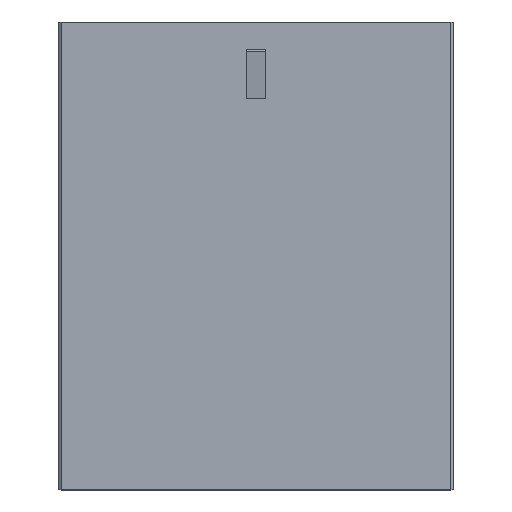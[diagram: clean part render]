
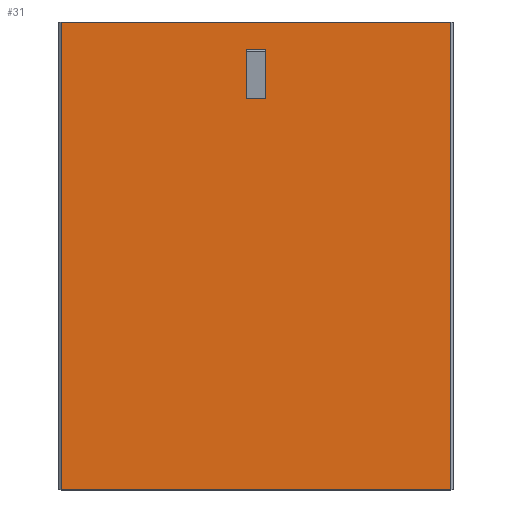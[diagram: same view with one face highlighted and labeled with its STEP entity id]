
A CAD part, top view. The second image highlights one B-rep face of the part: STEP entity #31.
In plain terms, the highlighted planar face has unit normal (0, 0, 1).
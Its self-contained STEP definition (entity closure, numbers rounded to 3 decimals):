
#14=FACE_BOUND('',#78,.T.);
#31=ADVANCED_FACE('',(#54,#14),#324,.T.);
#54=FACE_OUTER_BOUND('',#77,.T.);
#77=EDGE_LOOP('',(#149,#150,#151,#152));
#78=EDGE_LOOP('',(#153,#154,#155,#156));
#149=ORIENTED_EDGE('',*,*,#204,.F.);
#150=ORIENTED_EDGE('',*,*,#220,.F.);
#151=ORIENTED_EDGE('',*,*,#191,.T.);
#152=ORIENTED_EDGE('',*,*,#215,.T.);
#153=ORIENTED_EDGE('',*,*,#185,.F.);
#154=ORIENTED_EDGE('',*,*,#183,.T.);
#155=ORIENTED_EDGE('',*,*,#187,.T.);
#156=ORIENTED_EDGE('',*,*,#225,.F.);
#183=EDGE_CURVE('',#279,#280,#236,.T.);
#185=EDGE_CURVE('',#279,#281,#238,.T.);
#187=EDGE_CURVE('',#280,#282,#240,.T.);
#191=EDGE_CURVE('',#285,#286,#244,.T.);
#204=EDGE_CURVE('',#295,#296,#257,.T.);
#215=EDGE_CURVE('',#286,#296,#268,.T.);
#220=EDGE_CURVE('',#285,#295,#273,.T.);
#225=EDGE_CURVE('',#281,#282,#278,.T.);
#236=B_SPLINE_CURVE_WITH_KNOTS('',1,(#531,#532),.UNSPECIFIED.,.F.,.F.,(2,
2),(0.,4.),.UNSPECIFIED.);
#238=B_SPLINE_CURVE_WITH_KNOTS('',1,(#535,#536),.UNSPECIFIED.,.F.,.F.,(2,
2),(-10.,0.),.UNSPECIFIED.);
#240=B_SPLINE_CURVE_WITH_KNOTS('',1,(#539,#540),.UNSPECIFIED.,.F.,.F.,(2,
2),(-10.,0.),.UNSPECIFIED.);
#244=B_SPLINE_CURVE_WITH_KNOTS('',3,(#549,#550,#551,#552),.UNSPECIFIED.,
 .F.,.F.,(4,4),(-97.098,0.),.UNSPECIFIED.);
#257=B_SPLINE_CURVE_WITH_KNOTS('',3,(#585,#586,#587,#588),.UNSPECIFIED.,
 .F.,.F.,(4,4),(-97.098,0.),.UNSPECIFIED.);
#268=B_SPLINE_CURVE_WITH_KNOTS('',1,(#615,#616),.UNSPECIFIED.,.F.,.F.,(2,
2),(-80.792,0.),.UNSPECIFIED.);
#273=B_SPLINE_CURVE_WITH_KNOTS('',1,(#625,#626),.UNSPECIFIED.,.F.,.F.,(2,
2),(-80.792,0.),.UNSPECIFIED.);
#278=B_SPLINE_CURVE_WITH_KNOTS('',1,(#635,#636),.UNSPECIFIED.,.F.,.F.,(2,
2),(0.,4.),.UNSPECIFIED.);
#279=VERTEX_POINT('',#499);
#280=VERTEX_POINT('',#500);
#281=VERTEX_POINT('',#501);
#282=VERTEX_POINT('',#502);
#285=VERTEX_POINT('',#505);
#286=VERTEX_POINT('',#506);
#295=VERTEX_POINT('',#515);
#296=VERTEX_POINT('',#516);
#324=PLANE('',#434);
#434=AXIS2_PLACEMENT_3D('',#492,#462,$);
#462=DIRECTION('',(0.,0.,1.));
#492=CARTESIAN_POINT('',(-35.879,47.092,-21.333));
#499=CARTESIAN_POINT('',(6.517,31.292,-21.333));
#500=CARTESIAN_POINT('',(2.517,31.292,-21.333));
#501=CARTESIAN_POINT('',(6.517,41.292,-21.333));
#502=CARTESIAN_POINT('',(2.517,41.292,-21.333));
#505=CARTESIAN_POINT('',(44.913,-50.006,-21.333));
#506=CARTESIAN_POINT('',(44.913,47.092,-21.333));
#515=CARTESIAN_POINT('',(-35.879,-50.006,-21.333));
#516=CARTESIAN_POINT('',(-35.879,47.092,-21.333));
#531=CARTESIAN_POINT('',(6.517,31.292,-21.333));
#532=CARTESIAN_POINT('',(2.517,31.292,-21.333));
#535=CARTESIAN_POINT('',(6.517,31.292,-21.333));
#536=CARTESIAN_POINT('',(6.517,41.292,-21.333));
#539=CARTESIAN_POINT('',(2.517,31.292,-21.333));
#540=CARTESIAN_POINT('',(2.517,41.292,-21.333));
#549=CARTESIAN_POINT('',(44.913,-50.006,-21.333));
#550=CARTESIAN_POINT('',(44.913,-17.64,-21.333));
#551=CARTESIAN_POINT('',(44.913,14.726,-21.333));
#552=CARTESIAN_POINT('',(44.913,47.092,-21.333));
#585=CARTESIAN_POINT('',(-35.879,-50.006,-21.333));
#586=CARTESIAN_POINT('',(-35.879,-17.64,-21.333));
#587=CARTESIAN_POINT('',(-35.879,14.726,-21.333));
#588=CARTESIAN_POINT('',(-35.879,47.092,-21.333));
#615=CARTESIAN_POINT('',(44.913,47.092,-21.333));
#616=CARTESIAN_POINT('',(-35.879,47.092,-21.333));
#625=CARTESIAN_POINT('',(44.913,-50.006,-21.333));
#626=CARTESIAN_POINT('',(-35.879,-50.006,-21.333));
#635=CARTESIAN_POINT('',(6.517,41.292,-21.333));
#636=CARTESIAN_POINT('',(2.517,41.292,-21.333));
